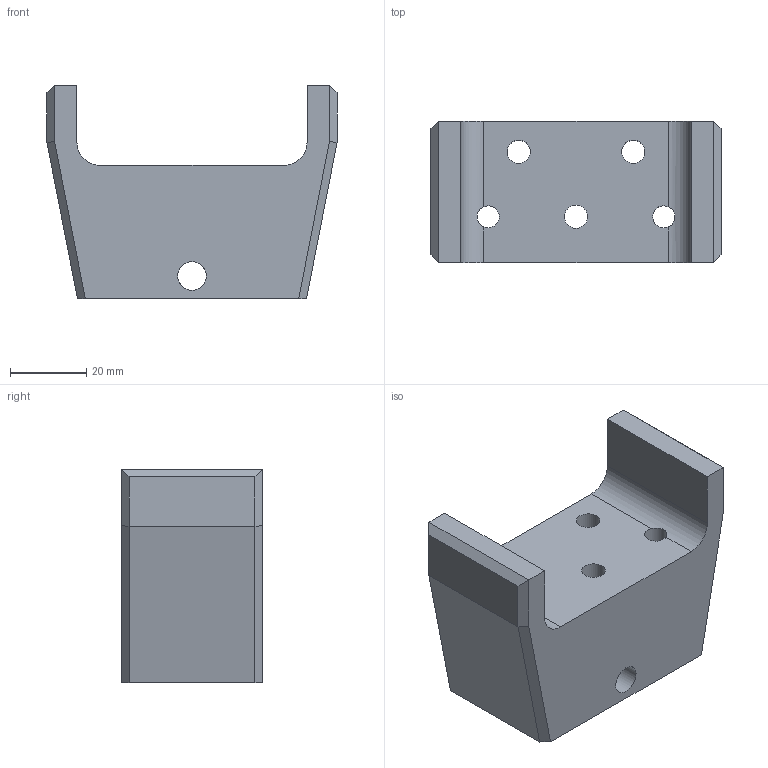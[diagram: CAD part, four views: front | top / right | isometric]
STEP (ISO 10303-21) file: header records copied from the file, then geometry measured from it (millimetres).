
FILE_DESCRIPTION(/* description */ (''),/* implementation_level */ '2;1');
FILE_NAME(/* name */ 'BF12 Block.step',/* time_stamp */ '2024-03-04T21:13:34Z',/* author */ (''),/* organization */ (''),/* preprocessor_version */ 'ST-DEVELOPER v20',/* originating_system */ 'Autodesk Translation Framework v12.20.1.177',/* authorisation */ '');
FILE_SCHEMA (('AUTOMOTIVE_DESIGN { 1 0 10303 214 3 1 1 }'));
Length unit declared in the file: millimetre
Products named in the file (1): BF12 Block(Mirror)
Bounding box: 76 x 37 x 56 mm (x, y, z)
Volume: 88805.2 mm3; surface area: 19477.2 mm2
Topology: 1 solids, 1 shells, 45 faces, 115 edges, 73 vertices
Faces by surface type: plane 31, cylinder 13, cone 1
Full cylindrical faces by diameter (mm): 5.8 x2, 6.1 x3, 7.5 x2, 11 x3
Entity records: 1496 total; most frequent: CARTESIAN_POINT 330, ORIENTED_EDGE 230, DIRECTION 226, EDGE_CURVE 115, LINE 80, VECTOR 80, VERTEX_POINT 73, AXIS2_PLACEMENT_3D 73
